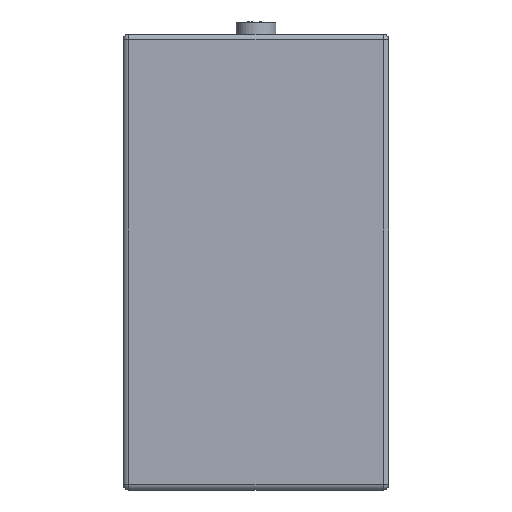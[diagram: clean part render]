
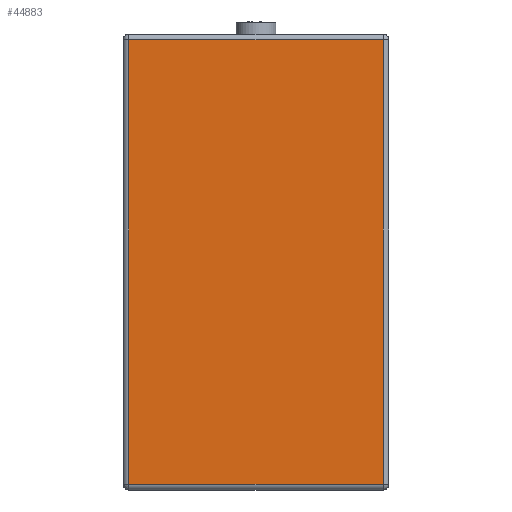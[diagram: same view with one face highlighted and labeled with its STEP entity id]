
A CAD part, front view. The second image highlights one B-rep face of the part: STEP entity #44883.
In plain terms, the highlighted planar face has unit normal (0, -1, 0).
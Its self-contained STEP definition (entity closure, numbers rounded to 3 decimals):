
#1099 = DIRECTION ( 'NONE',  ( 0., 0., -1. ) ) ;
#6056 = CARTESIAN_POINT ( 'NONE',  ( -93.5, -67.8, -59.4 ) ) ;
#7854 = VECTOR ( 'NONE', #1099, 1000. ) ;
#8337 = CARTESIAN_POINT ( 'NONE',  ( -93.5, -67.8, 253.4 ) ) ;
#15068 = EDGE_CURVE ( 'NONE', #53294, #48434, #59762, .T. ) ;
#21807 = CARTESIAN_POINT ( 'NONE',  ( -89.5, -67.8, -63.4 ) ) ;
#25059 = ORIENTED_EDGE ( 'NONE', *, *, #57340, .T. ) ;
#26719 = CARTESIAN_POINT ( 'NONE',  ( -89.5, -67.8, 253.4 ) ) ;
#27073 = VECTOR ( 'NONE', #65191, 1000. ) ;
#27213 = CARTESIAN_POINT ( 'NONE',  ( 89.5, -67.8, -63.4 ) ) ;
#28633 = LINE ( 'NONE', #6056, #40806 ) ;
#29841 = VECTOR ( 'NONE', #48688, 1000. ) ;
#31075 = LINE ( 'NONE', #8337, #27073 ) ;
#31867 = VERTEX_POINT ( 'NONE', #34336 ) ;
#34336 = CARTESIAN_POINT ( 'NONE',  ( -89.5, -67.8, -59.4 ) ) ;
#36948 = EDGE_CURVE ( 'NONE', #31867, #53294, #28633, .T. ) ;
#37512 = FACE_OUTER_BOUND ( 'NONE', #39559, .T. ) ;
#38178 = EDGE_CURVE ( 'NONE', #49414, #31867, #43384, .T. ) ;
#39559 = EDGE_LOOP ( 'NONE', ( #41626, #46606, #65366, #25059 ) ) ;
#40806 = VECTOR ( 'NONE', #43011, 1000. ) ;
#41626 = ORIENTED_EDGE ( 'NONE', *, *, #38178, .T. ) ;
#43011 = DIRECTION ( 'NONE',  ( 1., 0., 0. ) ) ;
#43384 = LINE ( 'NONE', #21807, #7854 ) ;
#44883 = ADVANCED_FACE ( 'NONE', ( #37512 ), #52126, .T. ) ;
#46606 = ORIENTED_EDGE ( 'NONE', *, *, #36948, .T. ) ;
#46710 = DIRECTION ( 'NONE',  ( 0., 0., -1. ) ) ;
#48434 = VERTEX_POINT ( 'NONE', #67001 ) ;
#48688 = DIRECTION ( 'NONE',  ( 0., 0., 1. ) ) ;
#49388 = AXIS2_PLACEMENT_3D ( 'NONE', #62680, #62026, #46710 ) ;
#49414 = VERTEX_POINT ( 'NONE', #26719 ) ;
#52126 = PLANE ( 'NONE',  #49388 ) ;
#53294 = VERTEX_POINT ( 'NONE', #62780 ) ;
#57340 = EDGE_CURVE ( 'NONE', #48434, #49414, #31075, .T. ) ;
#59762 = LINE ( 'NONE', #27213, #29841 ) ;
#62026 = DIRECTION ( 'NONE',  ( 0., -1., 0. ) ) ;
#62680 = CARTESIAN_POINT ( 'NONE',  ( -93.5, -67.8, -63.4 ) ) ;
#62780 = CARTESIAN_POINT ( 'NONE',  ( 89.5, -67.8, -59.4 ) ) ;
#65191 = DIRECTION ( 'NONE',  ( -1., 0., 0. ) ) ;
#65366 = ORIENTED_EDGE ( 'NONE', *, *, #15068, .T. ) ;
#67001 = CARTESIAN_POINT ( 'NONE',  ( 89.5, -67.8, 253.4 ) ) ;
